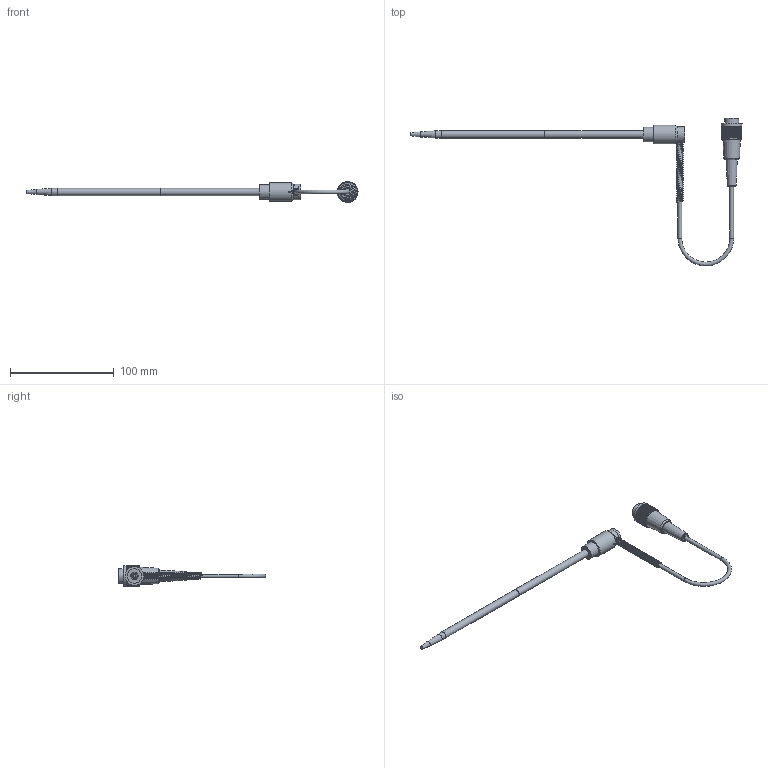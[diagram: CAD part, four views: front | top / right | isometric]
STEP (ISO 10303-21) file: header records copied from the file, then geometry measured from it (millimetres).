
FILE_DESCRIPTION(/* description */ (''),/* implementation_level */ '2;1');
FILE_NAME(/* name */ '1610 4225_XS3Q-225_265L10_1.stp',/* time_stamp */ '2026-02-19T13:23:06+01:00',/* author */ ('kuttig'),/* organization */ (''),/* preprocessor_version */ 'ST-DEVELOPER v16.13',/* originating_system */ 'Autodesk Inventor 2018',/* authorisation */ '');
FILE_SCHEMA (('AUTOMOTIVE_DESIGN { 1 0 10303 214 3 1 1 }'));
Length unit declared in the file: millimetre
Products named in the file (1): 1610 4225_XS3Q-225_265L10_Shrinkwrap_1
Bounding box: 320.24 x 142.65 x 19.9 mm (x, y, z)
Volume: 26479.3 mm3; surface area: 20581.3 mm2
Topology: 8 solids, 8 shells, 409 faces, 1111 edges, 725 vertices
Faces by surface type: plane 323, cylinder 46, cone 22, bspline 7, torus 6, sphere 5
Full cylindrical faces by diameter (mm): 1 x1, 1.49 x3, 1.5 x2, 2.459 x1, 3.242 x4, 3.7 x3, 6.5 x1, 7 x4, 9 x1, 10 x1, 10.2 x1, 13.6 x1, 13.9 x2, 14 x1, 15 x1, 17.1 x1, 18 x1, 19.9 x1
Entity records: 17473 total; most frequent: CARTESIAN_POINT 6866, DIRECTION 2165, ORIENTED_EDGE 2030, EDGE_CURVE 1015, AXIS2_PLACEMENT_3D 772, VERTEX_POINT 693, LINE 621, VECTOR 621
